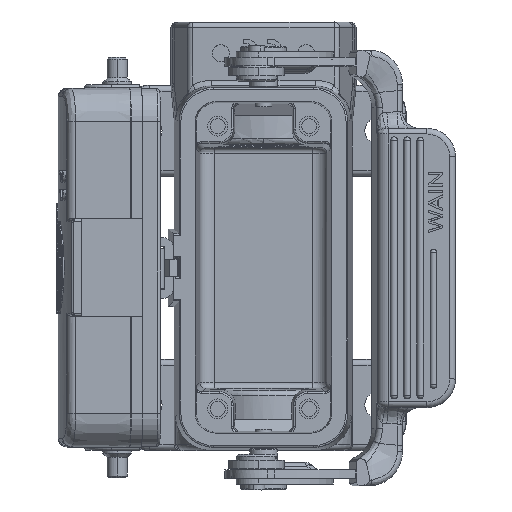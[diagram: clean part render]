
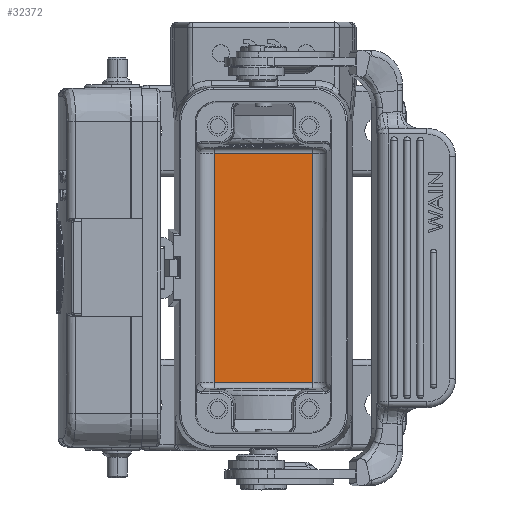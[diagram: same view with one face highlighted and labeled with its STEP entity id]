
A CAD part, top view. The second image highlights one B-rep face of the part: STEP entity #32372.
In plain terms, the highlighted planar face has unit normal (0, 0, 1).
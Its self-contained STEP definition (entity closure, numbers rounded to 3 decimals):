
#4544=DIRECTION('',(0.,1.,0.));
#4545=VECTOR('',#4544,40.183);
#4546=CARTESIAN_POINT('',(33.656,18.86,-65.522));
#4547=LINE('',#4546,#4545);
#4742=CARTESIAN_POINT('',(16.345,59.04,-65.522));
#4744=DIRECTION('',(0.,-1.,0.));
#4745=VECTOR('',#4744,40.18);
#4746=CARTESIAN_POINT('',(16.345,59.04,-65.522));
#4747=LINE('',#4746,#4745);
#4760=DIRECTION('',(-1.,0.,0.));
#4761=VECTOR('',#4760,17.311);
#4762=CARTESIAN_POINT('',(33.656,59.043,-65.522));
#4763=LINE('',#4762,#4761);
#4801=DIRECTION('',(1.,0.,0.));
#4802=VECTOR('',#4801,17.311);
#4803=CARTESIAN_POINT('',(16.345,18.86,-65.522));
#4804=LINE('',#4803,#4802);
#24139=VERTEX_POINT('',#4742);
#24140=CARTESIAN_POINT('',(16.345,18.86,
-65.522));
#24141=VERTEX_POINT('',#24140);
#24143=CARTESIAN_POINT('',(33.656,59.043,
-65.522));
#24144=VERTEX_POINT('',#24143);
#24145=CARTESIAN_POINT('',(33.656,18.86,
-65.522));
#24146=VERTEX_POINT('',#24145);
#32359=CARTESIAN_POINT('',(25.001,38.952,
-65.522));
#32360=DIRECTION('',(0.,0.,1.));
#32361=DIRECTION('',(1.,0.,0.));
#32362=AXIS2_PLACEMENT_3D('',#32359,#32360,#32361);
#32363=PLANE('',#32362);
#32364=ORIENTED_EDGE('',*,*,#32350,.F.);
#32366=ORIENTED_EDGE('',*,*,#32365,.F.);
#32367=ORIENTED_EDGE('',*,*,#32093,.F.);
#32369=ORIENTED_EDGE('',*,*,#32368,.F.);
#32370=EDGE_LOOP('',(#32364,#32366,#32367,#32369));
#32371=FACE_OUTER_BOUND('',#32370,.F.);
#32372=ADVANCED_FACE('',(#32371),#32363,.T.);
#32093=EDGE_CURVE('',#24146,#24144,#4547,.T.);
#32350=EDGE_CURVE('',#24139,#24141,#4747,.T.);
#32365=EDGE_CURVE('',#24144,#24139,#4763,.T.);
#32368=EDGE_CURVE('',#24141,#24146,#4804,.T.);
